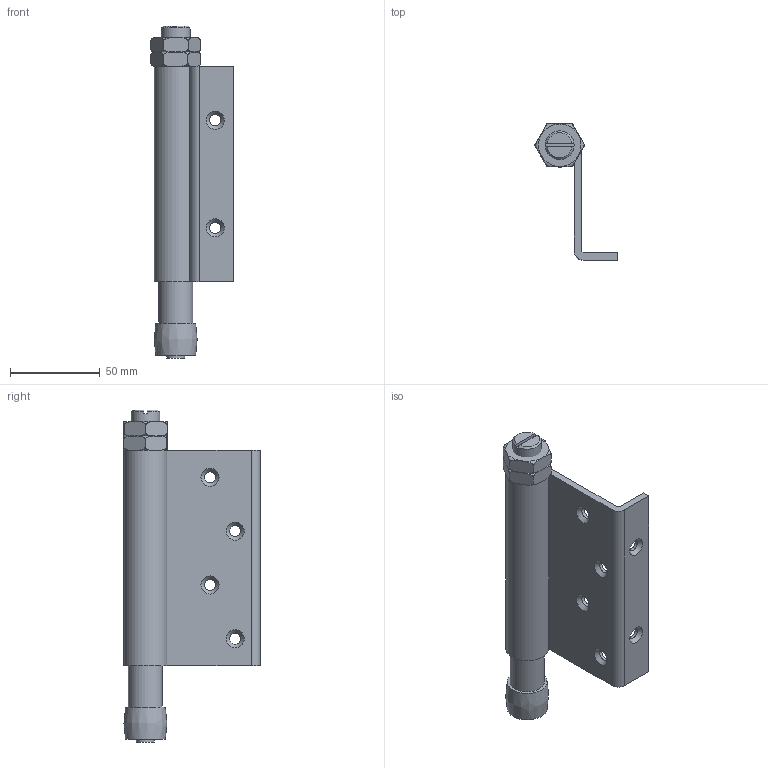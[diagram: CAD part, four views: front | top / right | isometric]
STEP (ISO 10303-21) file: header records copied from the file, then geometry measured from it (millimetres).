
FILE_DESCRIPTION(/* description */ (''),/* implementation_level */ '2;1');
FILE_NAME(/* name */ '1108EL.stp',/* time_stamp */ '2019-08-14T09:19:36+02:00',/* author */ ('MARC'),/* organization */ (''),/* preprocessor_version */ 'ST-DEVELOPER v17.2',/* originating_system */ 'Autodesk Inventor 2019',/* authorisation */ '');
FILE_SCHEMA (('AUTOMOTIVE_DESIGN { 1 0 10303 214 3 1 1 }'));
Length unit declared in the file: millimetre
Products named in the file (7): 1108EL; 15664; 13589; 13529; 15791; 15267; ECROU H16X8
Assembly tree (7 placements, depth 2):
  1108EL
    15664
    13589
    13529
    15791
    15267
    ECROU H16X8  x2
Bounding box: 45.86 x 76.08 x 185 mm (x, y, z)
Volume: 111850.5 mm3; surface area: 53542.2 mm2
Topology: 7 solids, 7 shells, 97 faces, 259 edges, 179 vertices
Faces by surface type: plane 64, cylinder 20, cone 8, torus 4, bspline 1
Full cylindrical faces by diameter (mm): 6.2 x6, 10 x2, 13.835 x2, 14 x1, 14.3 x1, 16 x1, 16.5 x1, 18 x1, 18.5 x1, 19 x1
Entity records: 2942 total; most frequent: CARTESIAN_POINT 717, DIRECTION 444, ORIENTED_EDGE 390, EDGE_CURVE 195, AXIS2_PLACEMENT_3D 180, VERTEX_POINT 136, EDGE_LOOP 97, CIRCLE 93
